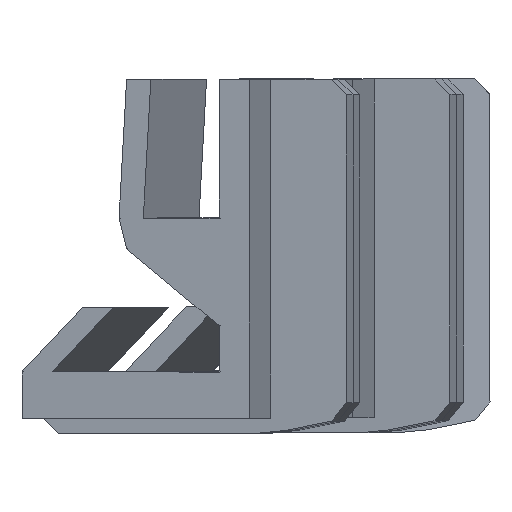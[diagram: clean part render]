
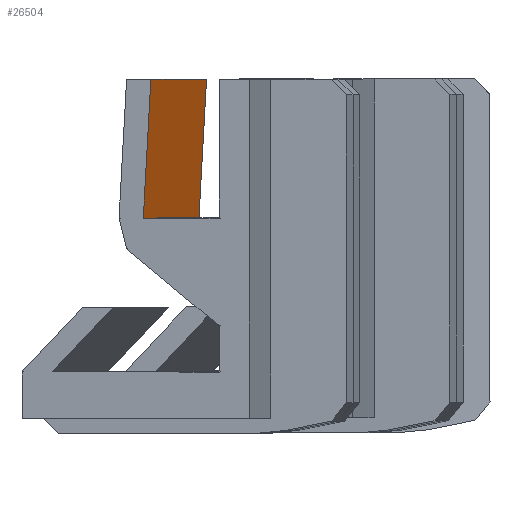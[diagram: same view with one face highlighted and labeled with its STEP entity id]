
A CAD part, left-side view. The second image highlights one B-rep face of the part: STEP entity #26504.
In plain terms, the highlighted face is planar.
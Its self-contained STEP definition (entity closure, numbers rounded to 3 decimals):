
#24663 = PLANE('',#24664);
#24664 = AXIS2_PLACEMENT_3D('',#24665,#24666,#24667);
#24665 = CARTESIAN_POINT('',(-10.5,5.766,9.503));
#24666 = DIRECTION('',(-1.,0.,0.));
#24667 = DIRECTION('',(0.,0.,1.));
#25097 = PLANE('',#25098);
#25098 = AXIS2_PLACEMENT_3D('',#25099,#25100,#25101);
#25099 = CARTESIAN_POINT('',(10.5,5.766,9.503));
#25100 = DIRECTION('',(-1.,0.,0.));
#25101 = DIRECTION('',(0.,0.,1.));
#25301 = VERTEX_POINT('',#25302);
#25302 = CARTESIAN_POINT('',(-10.5,7.,13.));
#25316 = PLANE('',#25317);
#25317 = AXIS2_PLACEMENT_3D('',#25318,#25319,#25320);
#25318 = CARTESIAN_POINT('',(0.,2.,13.));
#25319 = DIRECTION('',(0.,0.,-1.));
#25320 = DIRECTION('',(0.,1.,0.));
#25328 = EDGE_CURVE('',#25301,#25329,#25331,.T.);
#25329 = VERTEX_POINT('',#25330);
#25330 = CARTESIAN_POINT('',(-10.5,6.5,22.));
#25331 = SURFACE_CURVE('',#25332,(#25336,#25343),.PCURVE_S1.);
#25332 = LINE('',#25333,#25334);
#25333 = CARTESIAN_POINT('',(-10.5,7.,13.));
#25334 = VECTOR('',#25335,1.);
#25335 = DIRECTION('',(0.,-0.055,0.998));
#25336 = PCURVE('',#24663,#25337);
#25337 = DEFINITIONAL_REPRESENTATION('',(#25338),#25342);
#25338 = LINE('',#25339,#25340);
#25339 = CARTESIAN_POINT('',(3.497,1.234));
#25340 = VECTOR('',#25341,1.);
#25341 = DIRECTION('',(0.998,-0.055));
#25342 = ( GEOMETRIC_REPRESENTATION_CONTEXT(2) 
PARAMETRIC_REPRESENTATION_CONTEXT() REPRESENTATION_CONTEXT('2D SPACE',''
  ) );
#25343 = PCURVE('',#25344,#25349);
#25344 = PLANE('',#25345);
#25345 = AXIS2_PLACEMENT_3D('',#25346,#25347,#25348);
#25346 = CARTESIAN_POINT('',(0.,7.,13.));
#25347 = DIRECTION('',(0.,0.998,0.055));
#25348 = DIRECTION('',(0.,-0.055,0.998));
#25349 = DEFINITIONAL_REPRESENTATION('',(#25350),#25354);
#25350 = LINE('',#25351,#25352);
#25351 = CARTESIAN_POINT('',(0.,-10.5));
#25352 = VECTOR('',#25353,1.);
#25353 = DIRECTION('',(1.,0.));
#25354 = ( GEOMETRIC_REPRESENTATION_CONTEXT(2) 
PARAMETRIC_REPRESENTATION_CONTEXT() REPRESENTATION_CONTEXT('2D SPACE',''
  ) );
#25372 = PLANE('',#25373);
#25373 = AXIS2_PLACEMENT_3D('',#25374,#25375,#25376);
#25374 = CARTESIAN_POINT('',(0.,6.5,22.));
#25375 = DIRECTION('',(0.,0.,-1.));
#25376 = DIRECTION('',(0.,1.,0.));
#26157 = VERTEX_POINT('',#26158);
#26158 = CARTESIAN_POINT('',(10.5,7.,13.));
#26179 = EDGE_CURVE('',#26157,#26180,#26182,.T.);
#26180 = VERTEX_POINT('',#26181);
#26181 = CARTESIAN_POINT('',(10.5,6.5,22.));
#26182 = SURFACE_CURVE('',#26183,(#26187,#26194),.PCURVE_S1.);
#26183 = LINE('',#26184,#26185);
#26184 = CARTESIAN_POINT('',(10.5,7.,13.));
#26185 = VECTOR('',#26186,1.);
#26186 = DIRECTION('',(0.,-0.055,0.998));
#26187 = PCURVE('',#25097,#26188);
#26188 = DEFINITIONAL_REPRESENTATION('',(#26189),#26193);
#26189 = LINE('',#26190,#26191);
#26190 = CARTESIAN_POINT('',(3.497,1.234));
#26191 = VECTOR('',#26192,1.);
#26192 = DIRECTION('',(0.998,-0.055));
#26193 = ( GEOMETRIC_REPRESENTATION_CONTEXT(2) 
PARAMETRIC_REPRESENTATION_CONTEXT() REPRESENTATION_CONTEXT('2D SPACE',''
  ) );
#26194 = PCURVE('',#25344,#26195);
#26195 = DEFINITIONAL_REPRESENTATION('',(#26196),#26200);
#26196 = LINE('',#26197,#26198);
#26197 = CARTESIAN_POINT('',(0.,10.5));
#26198 = VECTOR('',#26199,1.);
#26199 = DIRECTION('',(1.,0.));
#26200 = ( GEOMETRIC_REPRESENTATION_CONTEXT(2) 
PARAMETRIC_REPRESENTATION_CONTEXT() REPRESENTATION_CONTEXT('2D SPACE',''
  ) );
#26482 = EDGE_CURVE('',#26157,#25301,#26483,.T.);
#26483 = SURFACE_CURVE('',#26484,(#26488,#26495),.PCURVE_S1.);
#26484 = LINE('',#26485,#26486);
#26485 = CARTESIAN_POINT('',(10.5,7.,13.));
#26486 = VECTOR('',#26487,1.);
#26487 = DIRECTION('',(-1.,0.,0.));
#26488 = PCURVE('',#25316,#26489);
#26489 = DEFINITIONAL_REPRESENTATION('',(#26490),#26494);
#26490 = LINE('',#26491,#26492);
#26491 = CARTESIAN_POINT('',(5.,10.5));
#26492 = VECTOR('',#26493,1.);
#26493 = DIRECTION('',(0.,-1.));
#26494 = ( GEOMETRIC_REPRESENTATION_CONTEXT(2) 
PARAMETRIC_REPRESENTATION_CONTEXT() REPRESENTATION_CONTEXT('2D SPACE',''
  ) );
#26495 = PCURVE('',#25344,#26496);
#26496 = DEFINITIONAL_REPRESENTATION('',(#26497),#26501);
#26497 = LINE('',#26498,#26499);
#26498 = CARTESIAN_POINT('',(0.,10.5));
#26499 = VECTOR('',#26500,1.);
#26500 = DIRECTION('',(0.,-1.));
#26501 = ( GEOMETRIC_REPRESENTATION_CONTEXT(2) 
PARAMETRIC_REPRESENTATION_CONTEXT() REPRESENTATION_CONTEXT('2D SPACE',''
  ) );
#26504 = ADVANCED_FACE('',(#26505),#25344,.F.);
#26505 = FACE_BOUND('',#26506,.F.);
#26506 = EDGE_LOOP('',(#26507,#26508,#26529,#26530));
#26507 = ORIENTED_EDGE('',*,*,#25328,.T.);
#26508 = ORIENTED_EDGE('',*,*,#26509,.F.);
#26509 = EDGE_CURVE('',#26180,#25329,#26510,.T.);
#26510 = SURFACE_CURVE('',#26511,(#26515,#26522),.PCURVE_S1.);
#26511 = LINE('',#26512,#26513);
#26512 = CARTESIAN_POINT('',(10.5,6.5,22.));
#26513 = VECTOR('',#26514,1.);
#26514 = DIRECTION('',(-1.,0.,0.));
#26515 = PCURVE('',#25344,#26516);
#26516 = DEFINITIONAL_REPRESENTATION('',(#26517),#26521);
#26517 = LINE('',#26518,#26519);
#26518 = CARTESIAN_POINT('',(9.014,10.5));
#26519 = VECTOR('',#26520,1.);
#26520 = DIRECTION('',(0.,-1.));
#26521 = ( GEOMETRIC_REPRESENTATION_CONTEXT(2) 
PARAMETRIC_REPRESENTATION_CONTEXT() REPRESENTATION_CONTEXT('2D SPACE',''
  ) );
#26522 = PCURVE('',#25372,#26523);
#26523 = DEFINITIONAL_REPRESENTATION('',(#26524),#26528);
#26524 = LINE('',#26525,#26526);
#26525 = CARTESIAN_POINT('',(0.,10.5));
#26526 = VECTOR('',#26527,1.);
#26527 = DIRECTION('',(0.,-1.));
#26528 = ( GEOMETRIC_REPRESENTATION_CONTEXT(2) 
PARAMETRIC_REPRESENTATION_CONTEXT() REPRESENTATION_CONTEXT('2D SPACE',''
  ) );
#26529 = ORIENTED_EDGE('',*,*,#26179,.F.);
#26530 = ORIENTED_EDGE('',*,*,#26482,.T.);
